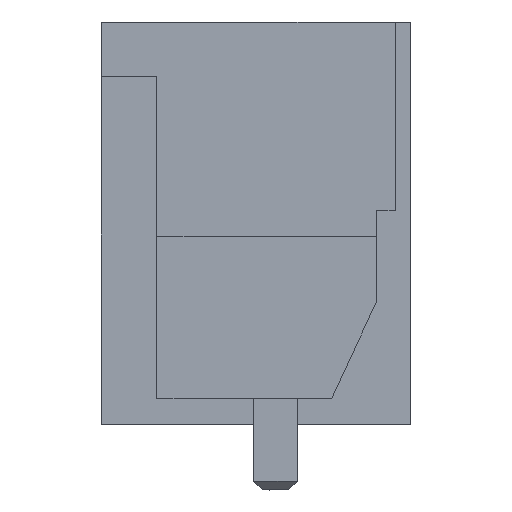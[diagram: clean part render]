
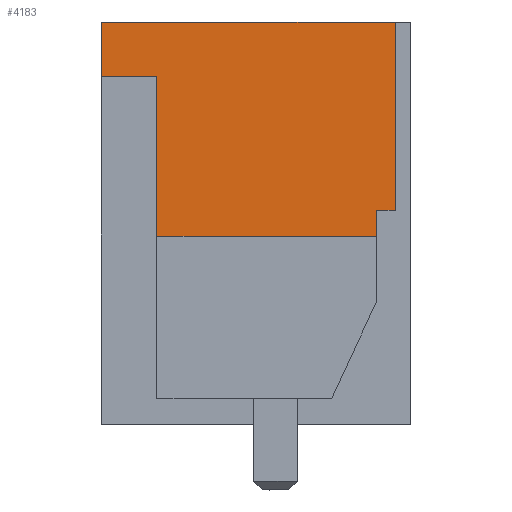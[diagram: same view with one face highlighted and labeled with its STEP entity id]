
A CAD part, left-side view. The second image highlights one B-rep face of the part: STEP entity #4183.
In plain terms, the highlighted planar face has unit normal (-1, 0, 0).
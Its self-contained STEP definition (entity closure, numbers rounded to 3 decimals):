
#4131=AXIS2_PLACEMENT_3D('Plane Axis2P3D',#4128,#4129,#4130) ;
#1167=CARTESIAN_POINT('Vertex',(0.,7.07,12.4)) ;
#1170=CARTESIAN_POINT('Line Origine',(0.,3.71,12.4)) ;
#1174=CARTESIAN_POINT('Vertex',(0.,0.35,12.4)) ;
#4042=CARTESIAN_POINT('Vertex',(0.,7.07,11.15)) ;
#4045=CARTESIAN_POINT('Line Origine',(0.,7.07,11.775)) ;
#4128=CARTESIAN_POINT('Axis2P3D Location',(0.,0.,0.)) ;
#4133=CARTESIAN_POINT('Line Origine',(0.,0.78,7.8)) ;
#4137=CARTESIAN_POINT('Vertex',(0.,0.78,7.5)) ;
#4139=CARTESIAN_POINT('Vertex',(0.,0.78,8.1)) ;
#4142=CARTESIAN_POINT('Line Origine',(0.,0.565,8.1)) ;
#4146=CARTESIAN_POINT('Vertex',(0.,0.35,8.1)) ;
#4149=CARTESIAN_POINT('Line Origine',(0.,0.35,10.25)) ;
#4154=CARTESIAN_POINT('Line Origine',(0.,6.435,11.15)) ;
#4158=CARTESIAN_POINT('Vertex',(0.,5.8,11.15)) ;
#4161=CARTESIAN_POINT('Line Origine',(0.,5.8,9.325)) ;
#4165=CARTESIAN_POINT('Vertex',(0.,5.8,7.5)) ;
#4168=CARTESIAN_POINT('Line Origine',(0.,3.29,7.5)) ;
#1171=DIRECTION('Vector Direction',(0.,-1.,0.)) ;
#4046=DIRECTION('Vector Direction',(0.,0.,1.)) ;
#4129=DIRECTION('Axis2P3D Direction',(-1.,0.,0.)) ;
#4130=DIRECTION('Axis2P3D XDirection',(0.,0.,1.)) ;
#4134=DIRECTION('Vector Direction',(0.,0.,-1.)) ;
#4143=DIRECTION('Vector Direction',(0.,1.,0.)) ;
#4150=DIRECTION('Vector Direction',(0.,0.,-1.)) ;
#4155=DIRECTION('Vector Direction',(0.,1.,0.)) ;
#4162=DIRECTION('Vector Direction',(0.,0.,1.)) ;
#4169=DIRECTION('Vector Direction',(0.,-1.,0.)) ;
#1172=VECTOR('Line Direction',#1171,1.) ;
#4047=VECTOR('Line Direction',#4046,1.) ;
#4135=VECTOR('Line Direction',#4134,1.) ;
#4144=VECTOR('Line Direction',#4143,1.) ;
#4151=VECTOR('Line Direction',#4150,1.) ;
#4156=VECTOR('Line Direction',#4155,1.) ;
#4163=VECTOR('Line Direction',#4162,1.) ;
#4170=VECTOR('Line Direction',#4169,1.) ;
#4174=ORIENTED_EDGE('',*,*,#4141,.T.) ;
#4175=ORIENTED_EDGE('',*,*,#4148,.T.) ;
#4176=ORIENTED_EDGE('',*,*,#4153,.T.) ;
#4177=ORIENTED_EDGE('',*,*,#1176,.T.) ;
#4178=ORIENTED_EDGE('',*,*,#4049,.T.) ;
#4179=ORIENTED_EDGE('',*,*,#4160,.T.) ;
#4180=ORIENTED_EDGE('',*,*,#4167,.T.) ;
#4181=ORIENTED_EDGE('',*,*,#4172,.T.) ;
#4183=ADVANCED_FACE('HOUSING',(#4182),#4132,.T.) ;
#1176=EDGE_CURVE('',#1175,#1168,#1173,.F.) ;
#4049=EDGE_CURVE('',#1168,#4043,#4048,.F.) ;
#4141=EDGE_CURVE('',#4138,#4140,#4136,.F.) ;
#4148=EDGE_CURVE('',#4140,#4147,#4145,.F.) ;
#4153=EDGE_CURVE('',#4147,#1175,#4152,.F.) ;
#4160=EDGE_CURVE('',#4043,#4159,#4157,.F.) ;
#4167=EDGE_CURVE('',#4159,#4166,#4164,.F.) ;
#4172=EDGE_CURVE('',#4166,#4138,#4171,.T.) ;
#4173=EDGE_LOOP('',(#4174,#4175,#4176,#4177,#4178,#4179,#4180,#4181)) ;
#4182=FACE_OUTER_BOUND('',#4173,.T.) ;
#1173=LINE('Line',#1170,#1172) ;
#4048=LINE('Line',#4045,#4047) ;
#4136=LINE('Line',#4133,#4135) ;
#4145=LINE('Line',#4142,#4144) ;
#4152=LINE('Line',#4149,#4151) ;
#4157=LINE('Line',#4154,#4156) ;
#4164=LINE('Line',#4161,#4163) ;
#4171=LINE('Line',#4168,#4170) ;
#4132=PLANE('',#4131) ;
#1168=VERTEX_POINT('',#1167) ;
#1175=VERTEX_POINT('',#1174) ;
#4043=VERTEX_POINT('',#4042) ;
#4138=VERTEX_POINT('',#4137) ;
#4140=VERTEX_POINT('',#4139) ;
#4147=VERTEX_POINT('',#4146) ;
#4159=VERTEX_POINT('',#4158) ;
#4166=VERTEX_POINT('',#4165) ;
